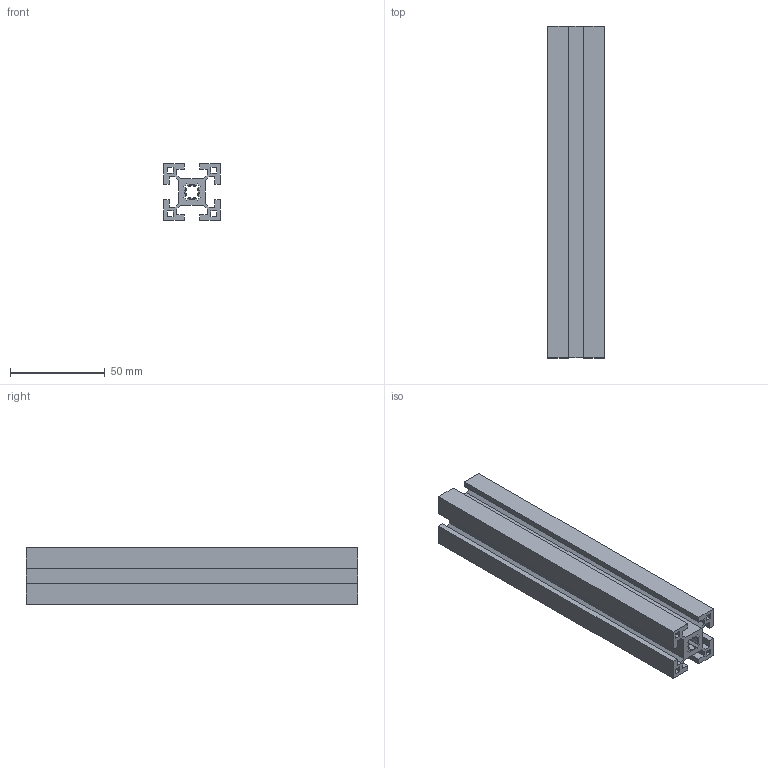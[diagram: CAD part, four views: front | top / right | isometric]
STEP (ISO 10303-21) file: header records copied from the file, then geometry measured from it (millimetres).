
FILE_DESCRIPTION((''),'2;1');
FILE_NAME('ROB-CEVE-P05','2020-04-09T14:37:44',('bassem.sudki'),(''),'CREO PARAMETRIC BY PTC INC, 2016390','CREO PARAMETRIC BY PTC INC, 2016390','');
FILE_SCHEMA(('CONFIG_CONTROL_DESIGN'));
Length unit declared in the file: millimetre
Products named in the file (1): ROB-CEVE-P05
Bounding box: 30 x 175 x 30 mm (x, y, z)
Volume: 72708.4 mm3; surface area: 57667.2 mm2
Topology: 1 solids, 9 shells, 110 faces, 336 edges, 236 vertices
Faces by surface type: plane 82, cylinder 20, cone 8
Entity records: 3793 total; most frequent: CARTESIAN_POINT 727, ORIENTED_EDGE 620, DIRECTION 594, EDGE_CURVE 336, VECTOR 268, LINE 268, VERTEX_POINT 236, AXIS2_PLACEMENT_3D 163
